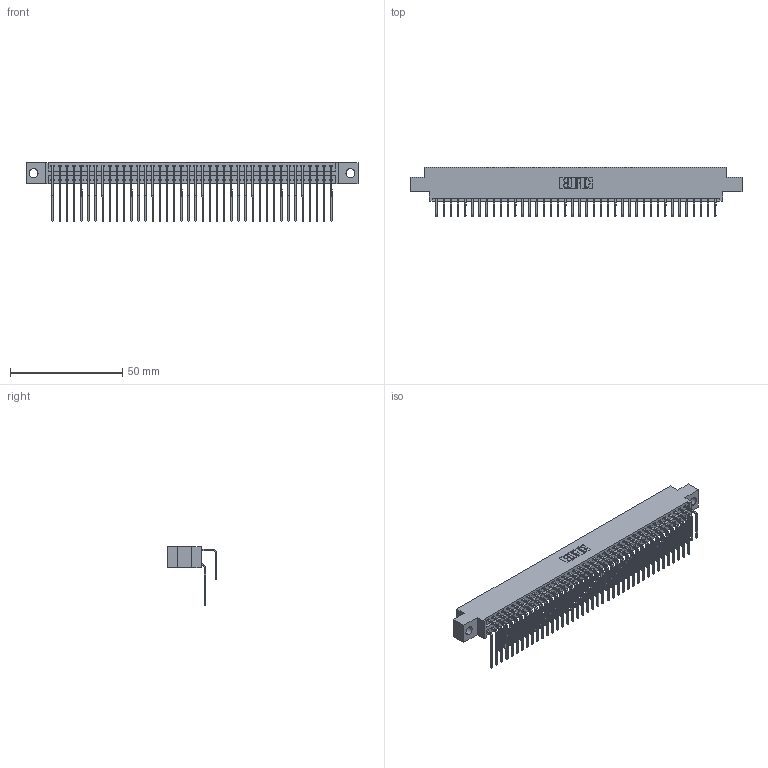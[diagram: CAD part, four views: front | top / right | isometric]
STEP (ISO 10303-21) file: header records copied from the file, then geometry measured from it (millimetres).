
FILE_DESCRIPTION (( 'STEP AP203' ), '1' );
FILE_NAME ('346-080-558-804.STEP', '2022-05-25T16:33:41', ( '' ), ( '' ), 'SwSTEP 2.0', 'SolidWorks 2020', '' );
FILE_SCHEMA (( 'CONFIG_CONTROL_DESIGN' ));
Length unit declared in the file: inch
Products named in the file (4): 345-292-001_558 559 Tail - 1; 345-292-001_558 Tail - 2; 346-080-558-804; 346 Part_0.170 Offset - 0.156 Dia-TH
Assembly tree (81 placements, depth 2):
  346-080-558-804
    346 Part_0.170 Offset - 0.156 Dia-TH
    345-292-001_558 559 Tail - 1  x40
    345-292-001_558 Tail - 2  x40
Bounding box: 147.57 x 22.16 x 26.16 mm (x, y, z)
Volume: 14575.7 mm3; surface area: 22245.3 mm2
Topology: 81 solids, 81 shells, 4460 faces, 13257 edges, 8730 vertices
Faces by surface type: plane 3054, cylinder 1406
Entity records: 28709 total; most frequent: CARTESIAN_POINT 4793, ORIENTED_EDGE 4674, DIRECTION 4245, EDGE_CURVE 2337, LINE 2005, VECTOR 2005, VERTEX_POINT 1554, AXIS2_PLACEMENT_3D 1120
